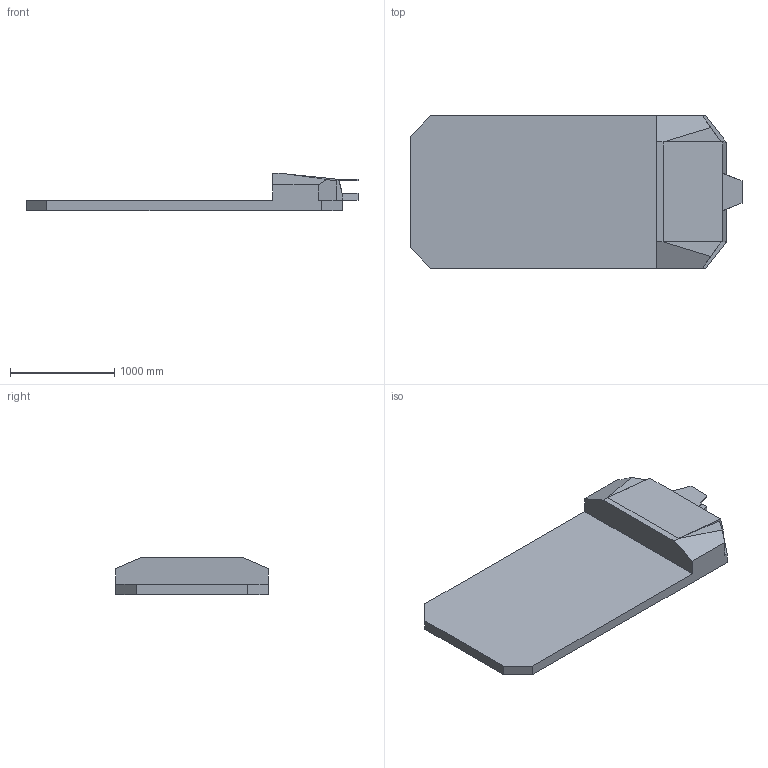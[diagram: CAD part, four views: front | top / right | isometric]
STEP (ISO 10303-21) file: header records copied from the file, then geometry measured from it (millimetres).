
FILE_DESCRIPTION (( 'STEP AP214' ), '1' );
FILE_NAME ('J8_top.STEP', '2024-02-19T21:29:02', ( '' ), ( '' ), 'SwSTEP 2.0', 'SolidWorks 2024', '' );
FILE_SCHEMA (( 'AUTOMOTIVE_DESIGN' ));
Length unit declared in the file: millimetre
Products named in the file (1): J8_top_Predeterminado
Bounding box: 3188.5 x 1465 x 360 mm (x, y, z)
Volume: 639026167.2 mm3; surface area: 10602958 mm2
Topology: 1 solids, 1 shells, 39 faces, 101 edges, 64 vertices
Faces by surface type: plane 39
Entity records: 1178 total; most frequent: CARTESIAN_POINT 205, ORIENTED_EDGE 202, DIRECTION 181, VECTOR 101, EDGE_CURVE 101, LINE 101, VERTEX_POINT 64, AXIS2_PLACEMENT_3D 40
